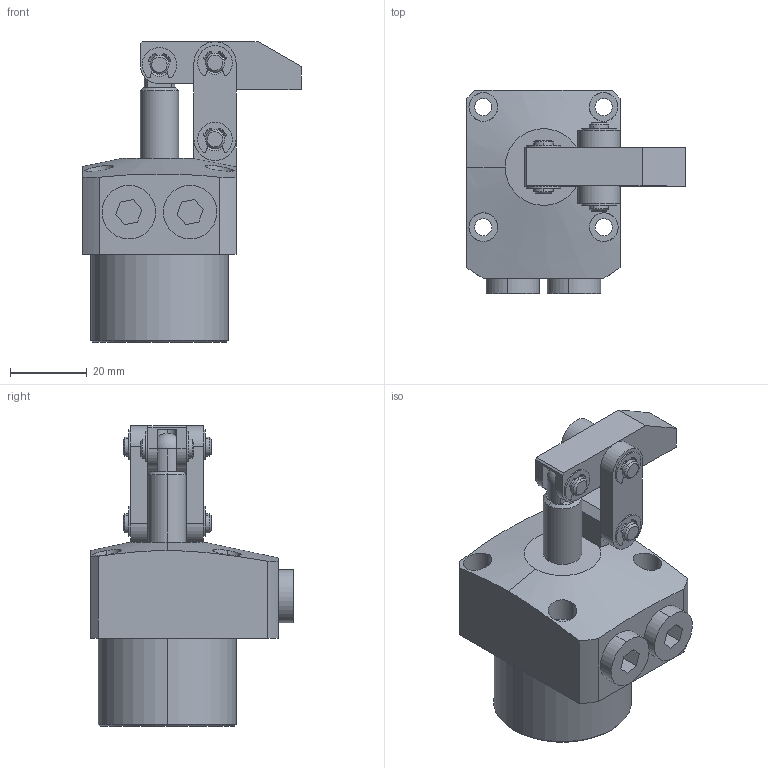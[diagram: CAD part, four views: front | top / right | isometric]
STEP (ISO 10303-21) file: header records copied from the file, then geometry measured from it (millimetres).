
FILE_DESCRIPTION (( 'STEP AP203' ), '1' );
FILE_NAME ('CLKA-036GR杠杆油压缸三维图.STEP', '2019-04-17T00:30:07', ( 'User' ), ( 'china' ), 'SwSTEP 2.0', 'SolidWorks 2018', '' );
FILE_SCHEMA (( 'CONFIG_CONTROL_DESIGN' ));
Length unit declared in the file: millimetre
Products named in the file (9): 种粣2_1; 揤旋_1; ｻ鏸鄕ﾋ_1_1_1; 囀鞠褒黑芛郔陔1-8; CLKA036掛极GR; CLKA-036GR杠杆油压缸三维图; 縐銅_1; 蟀裝_1; 种粣1_1
Assembly tree (16 placements, depth 2):
  CLKA-036GR杠杆油压缸三维图
    縐銅_1  x6
    蟀裝_1  x2
    种粣1_1  x2
    种粣2_1
    揤旋_1
    ｻ鏸鄕ﾋ_1_1_1
    囀鞠褒黑芛郔陔1-8  x2
    CLKA036掛极GR
Bounding box: 57 x 53 x 78.5 mm (x, y, z)
Volume: 64262.4 mm3; surface area: 25727.1 mm2
Topology: 15 solids, 17 shells, 397 faces, 965 edges, 626 vertices
Faces by surface type: cylinder 191, plane 138, cone 60, sphere 4, bspline 4
Entity records: 8721 total; most frequent: CARTESIAN_POINT 2064, DIRECTION 1229, ORIENTED_EDGE 1068, EDGE_CURVE 537, AXIS2_PLACEMENT_3D 489, VERTEX_POINT 348, EDGE_LOOP 284, LINE 251
